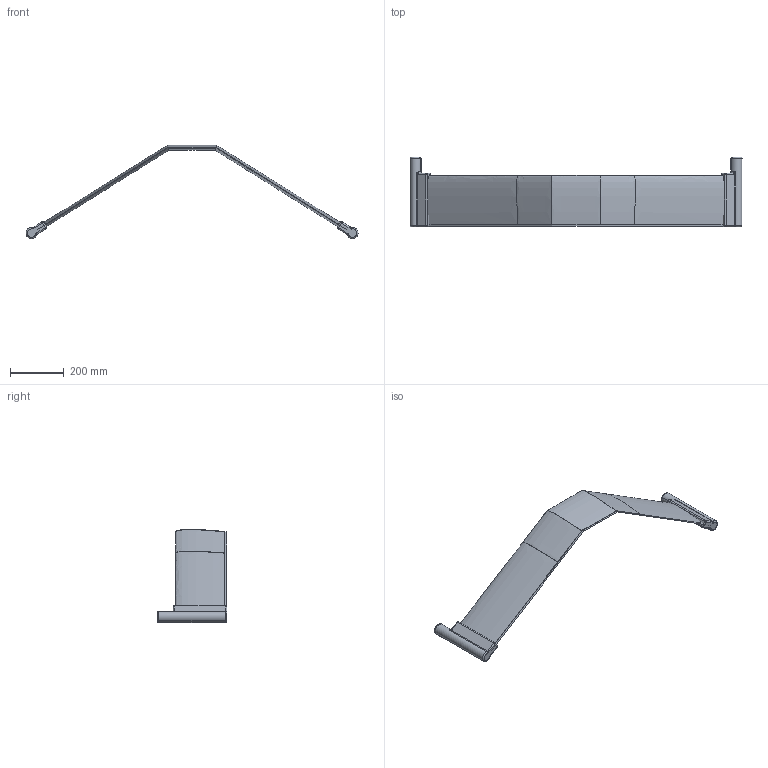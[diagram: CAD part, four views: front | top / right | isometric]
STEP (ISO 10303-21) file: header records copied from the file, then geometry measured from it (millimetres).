
FILE_DESCRIPTION(('CATIA V5 STEP Exchange'),'2;1');
FILE_NAME('A-T-E-Tail-A.stp','2023-11-18T04:44:38+00:00',('none'),('none'),'CATIA Version 5-6 Release 2016 SP4','CATIA V5 STEP AP203','none');
FILE_SCHEMA(('CONFIG_CONTROL_DESIGN'));
Length unit declared in the file: millimetre
Products named in the file (1): A-T-E-Tail-A
Assembly tree (9 placements, depth 2):
  A-T-E-Tail-A
    #57  x2
    #2120
    #5739  x2
    #5762  x2
    #5811  x2
Bounding box: 1241.29 x 260.5 x 348.48 mm (x, y, z)
Volume: 3027943.9 mm3; surface area: 881647.1 mm2
Topology: 5 solids, 5 shells, 112 faces, 242 edges, 134 vertices
Faces by surface type: cylinder 32, plane 30, extrusion 20, torus 12, bspline 10, sphere 8
Entity records: 5822 total; most frequent: CARTESIAN_POINT 4249, ORIENTED_EDGE 298, DIRECTION 252, EDGE_CURVE 149, AXIS2_PLACEMENT_3D 101, VECTOR 88, VERTEX_POINT 87, EDGE_LOOP 76
